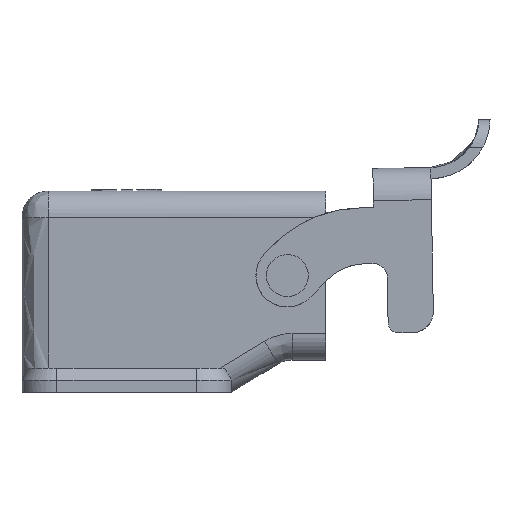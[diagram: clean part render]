
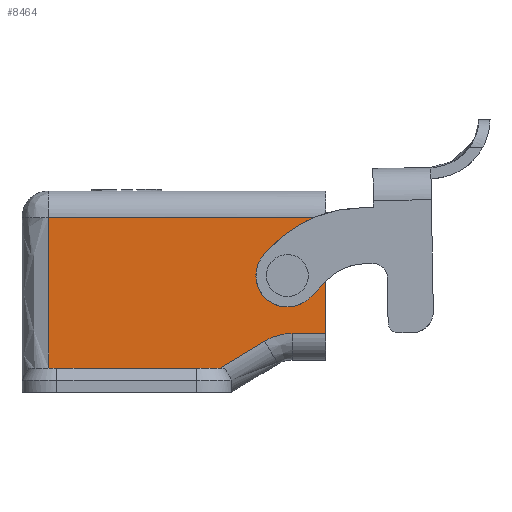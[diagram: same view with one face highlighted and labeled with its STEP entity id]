
A CAD part, left-side view. The second image highlights one B-rep face of the part: STEP entity #8464.
In plain terms, the highlighted free-form (B-spline) face has degree [1, 1] with [2, 2] control points.
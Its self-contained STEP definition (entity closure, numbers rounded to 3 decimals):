
#2091=CARTESIAN_POINT('V387',(-12.1,5.5,
   2.4));
#2092=VERTEX_POINT('V387',#2091);
#2093=CARTESIAN_POINT('E604',(-12.1,5.5,
   2.4));
#2094=CARTESIAN_POINT('E604',(-12.1,1.343,
   2.4));
#2095=CARTESIAN_POINT('E604',(-12.1,3.422,
   -1.2));
#2096=CARTESIAN_POINT('E604',(-12.1,5.5,
   -4.8));
#2097=CARTESIAN_POINT('E604',(-12.1,7.578,
   -1.2));
#2098=CARTESIAN_POINT('E604',(-12.1,9.657,
   2.4));
#2099=CARTESIAN_POINT('E604',(-12.1,5.5,
   2.4));
#2107=(BOUNDED_CURVE()B_SPLINE_CURVE(2,(#2093,#2094,#2095,#2096,
   #2097,#2098,#2099),.CIRCULAR_ARC.,.T.,.U.)
   B_SPLINE_CURVE_WITH_KNOTS((3,2,2,3),(0.0,0.333,
   0.667,1.0),.UNSPECIFIED.)CURVE()
   GEOMETRIC_REPRESENTATION_ITEM()RATIONAL_B_SPLINE_CURVE((1.0,
   0.5,1.0,0.5,1.0,0.5,1.0)
   )REPRESENTATION_ITEM('E604'));
#2108=EDGE_CURVE('E604',#2092,#2092,#2107,.T.);
#6684=CARTESIAN_POINT('V21',(-12.1,4.84,
   -8.3));
#6685=VERTEX_POINT('V21',#6684);
#6699=CARTESIAN_POINT('V23',(-12.1,8.775,
   -9.398));
#6700=VERTEX_POINT('V23',#6699);
#6701=CARTESIAN_POINT('E22',(-12.1,8.775,
   -9.398));
#6702=CARTESIAN_POINT('E22',(-12.1,6.96,
   -8.3));
#6703=CARTESIAN_POINT('E22',(-12.1,4.84,
   -8.3));
#6711=(BOUNDED_CURVE()B_SPLINE_CURVE(2,(#6701,#6702,#6703),
   .CIRCULAR_ARC.,.F.,.U.)B_SPLINE_CURVE_WITH_KNOTS((3,3),(2.0,
   3.0),.UNSPECIFIED.)CURVE()GEOMETRIC_REPRESENTATION_ITEM()
   RATIONAL_B_SPLINE_CURVE((1.0,0.963,1.0))
   REPRESENTATION_ITEM('E22'));
#6712=EDGE_CURVE('E22',#6700,#6685,#6711,.T.);
#7721=CARTESIAN_POINT('V283',(-12.1,39.7,
   -13.25));
#7722=VERTEX_POINT('V283',#7721);
#7736=CARTESIAN_POINT('V29',(-12.1,39.7,
   8.3));
#7737=VERTEX_POINT('V29',#7736);
#7738=CARTESIAN_POINT('E435',(-12.1,39.7,
   8.3));
#7739=CARTESIAN_POINT('E435',(-12.1,39.7,
   -13.25));
#7740=B_SPLINE_CURVE_WITH_KNOTS('E435',1,(#7738,#7739),
   .POLYLINE_FORM.,.F.,.U.,(2,2),(2.0,5.61),
   .UNSPECIFIED.);
#7741=EDGE_CURVE('E435',#7737,#7722,#7740,.T.);
#7815=CARTESIAN_POINT('V8',(-12.1,0.0,
   8.3));
#7816=VERTEX_POINT('V8',#7815);
#7817=CARTESIAN_POINT('E34',(-12.1,0.0,
   8.3));
#7818=CARTESIAN_POINT('E34',(-12.1,39.7,
   8.3));
#7819=QUASI_UNIFORM_CURVE('E34',1,(#7817,#7818),.POLYLINE_FORM.,.F.,
   .U.);
#7820=EDGE_CURVE('E34',#7816,#7737,#7819,.T.);
#8381=CARTESIAN_POINT('V34',(-12.1,15.139,
   -13.25));
#8382=VERTEX_POINT('V34',#8381);
#8400=CARTESIAN_POINT('E43',(-12.1,15.139,
   -13.25));
#8401=CARTESIAN_POINT('E43',(-12.1,8.775,
   -9.398));
#8402=QUASI_UNIFORM_CURVE('E43',1,(#8400,#8401),.POLYLINE_FORM.,.F.,
   .U.);
#8403=EDGE_CURVE('E43',#8382,#6700,#8402,.T.);
#8414=CARTESIAN_POINT('E457',(-12.1,39.7,
   -13.25));
#8415=CARTESIAN_POINT('E457',(-12.1,15.139,
   -13.25));
#8416=B_SPLINE_CURVE_WITH_KNOTS('E457',1,(#8414,#8415),
   .POLYLINE_FORM.,.F.,.U.,(2,2),(0.109,
   0.965),.UNSPECIFIED.);
#8417=EDGE_CURVE('E457',#7722,#8382,#8416,.T.);
#8437=CARTESIAN_POINT('F232',(-12.1,
   -50.1,-18.24));
#8438=CARTESIAN_POINT('F232',(-12.1,
   -50.1,13.64));
#8439=CARTESIAN_POINT('F232',(-12.1,45.775,
   -18.24));
#8440=CARTESIAN_POINT('F232',(-12.1,45.775,
   13.64));
#8441=B_SPLINE_SURFACE_WITH_KNOTS('F232',1,1,((#8437,#8439),(
   #8438,#8440)),.PLANE_SURF.,.F.,.F.,.U.,(2,2),(2,2),(0.0,1.0),(
   0.0,3.007),.UNSPECIFIED.);
#8442=ORIENTED_EDGE('E457',*,*,#8417,.T.);
#8443=ORIENTED_EDGE('F8',*,*,#8403,.T.);
#8444=ORIENTED_EDGE('E22',*,*,#6712,.T.);
#8445=CARTESIAN_POINT('V1',(-12.1,0.0,
   -8.3));
#8446=VERTEX_POINT('V1',#8445);
#8447=CARTESIAN_POINT('E25',(-12.1,4.84,
   -8.3));
#8448=CARTESIAN_POINT('E25',(-12.1,0.0,
   -8.3));
#8449=B_SPLINE_CURVE_WITH_KNOTS('E25',1,(#8447,#8448),
   .POLYLINE_FORM.,.F.,.U.,(2,2),(2.0,3.0),.UNSPECIFIED.);
#8450=EDGE_CURVE('E25',#6685,#8446,#8449,.T.);
#8451=ORIENTED_EDGE('E25',*,*,#8450,.T.);
#8452=CARTESIAN_POINT('E8',(-12.1,0.0,
   8.3));
#8453=CARTESIAN_POINT('E8',(-12.1,0.0,
   -8.3));
#8454=B_SPLINE_CURVE_WITH_KNOTS('E8',1,(#8452,#8453),.POLYLINE_FORM.,
   .F.,.U.,(2,2),(0.157,0.843),
   .UNSPECIFIED.);
#8455=EDGE_CURVE('E8',#7816,#8446,#8454,.T.);
#8456=ORIENTED_EDGE('E8',*,*,#8455,.F.);
#8457=ORIENTED_EDGE('E34',*,*,#7820,.T.);
#8458=ORIENTED_EDGE('E435',*,*,#7741,.T.);
#8459=EDGE_LOOP('F232',(#8442,#8443,#8444,#8451,#8456,#8457,#8458)
   );
#8460=FACE_OUTER_BOUND('F232',#8459,.T.);
#8461=ORIENTED_EDGE('E604',*,*,#2108,.T.);
#8462=EDGE_LOOP('F232',(#8461));
#8463=FACE_BOUND('F232',#8462,.T.);
#8464=ADVANCED_FACE('F232',(#8460,#8463),#8441,.T.);
